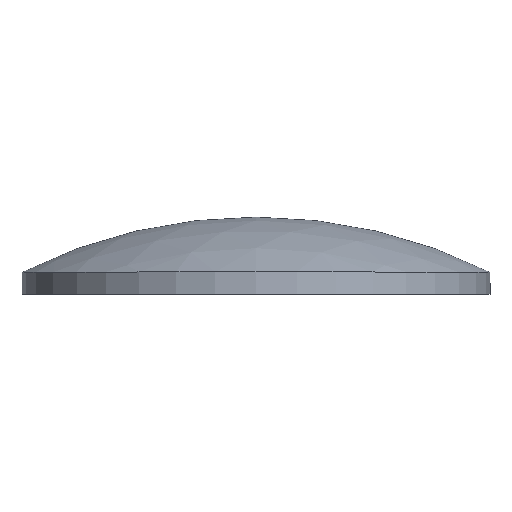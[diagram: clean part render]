
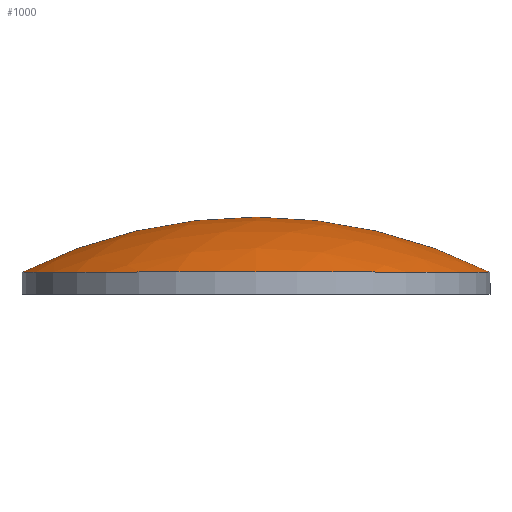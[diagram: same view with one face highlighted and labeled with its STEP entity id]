
A CAD part, top view. The second image highlights one B-rep face of the part: STEP entity #1000.
In plain terms, the highlighted spherical face has radius 47.444 mm.
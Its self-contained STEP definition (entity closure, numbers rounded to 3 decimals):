
#316 = DIRECTION ( 'NONE',  ( -1., 0., 0. ) ) ;
#352 = DIRECTION ( 'NONE',  ( 0., 0., -1. ) ) ;
#394 = CIRCLE ( 'NONE', #8130, 21.2 ) ;
#1000 = ADVANCED_FACE ( 'NONE', ( #3805 ), #10894, .T. ) ;
#1023 = CARTESIAN_POINT ( 'NONE',  ( 0., 2., 0. ) ) ;
#1339 = DIRECTION ( 'NONE',  ( 0., 0., 1. ) ) ;
#1483 = VERTEX_POINT ( 'NONE', #5904 ) ;
#1618 = CARTESIAN_POINT ( 'NONE',  ( 0., -40.444, 0. ) ) ;
#1968 = EDGE_CURVE ( 'NONE', #1483, #3430, #10063, .T. ) ;
#2588 = DIRECTION ( 'NONE',  ( 0., -1., 0. ) ) ;
#2670 = EDGE_CURVE ( 'NONE', #3430, #2730, #394, .T. ) ;
#2730 = VERTEX_POINT ( 'NONE', #7282 ) ;
#2732 = DIRECTION ( 'NONE',  ( 0., 0., 1. ) ) ;
#2829 = AXIS2_PLACEMENT_3D ( 'NONE', #10744, #352, #316 ) ;
#3143 = ORIENTED_EDGE ( 'NONE', *, *, #2670, .F. ) ;
#3430 = VERTEX_POINT ( 'NONE', #5463 ) ;
#3805 = FACE_OUTER_BOUND ( 'NONE', #6384, .T. ) ;
#4730 = AXIS2_PLACEMENT_3D ( 'NONE', #1618, #2732, #9713 ) ;
#4964 = ORIENTED_EDGE ( 'NONE', *, *, #11085, .T. ) ;
#5463 = CARTESIAN_POINT ( 'NONE',  ( 21.2, 2., 0. ) ) ;
#5524 = ORIENTED_EDGE ( 'NONE', *, *, #1968, .F. ) ;
#5701 = CARTESIAN_POINT ( 'NONE',  ( 0., -40.444, 0. ) ) ;
#5904 = CARTESIAN_POINT ( 'NONE',  ( 0., 7., 0. ) ) ;
#6108 = DIRECTION ( 'NONE',  ( 1., 0., 0. ) ) ;
#6384 = EDGE_LOOP ( 'NONE', ( #5524, #4964, #3143 ) ) ;
#7122 = AXIS2_PLACEMENT_3D ( 'NONE', #5701, #1339, #10112 ) ;
#7282 = CARTESIAN_POINT ( 'NONE',  ( -21.2, 2., 0. ) ) ;
#8130 = AXIS2_PLACEMENT_3D ( 'NONE', #1023, #2588, #6108 ) ;
#8499 = CIRCLE ( 'NONE', #7122, 47.444 ) ;
#9713 = DIRECTION ( 'NONE',  ( 1., 0., 0. ) ) ;
#10063 = CIRCLE ( 'NONE', #2829, 47.444 ) ;
#10112 = DIRECTION ( 'NONE',  ( 1., 0., 0. ) ) ;
#10744 = CARTESIAN_POINT ( 'NONE',  ( 0., -40.444, 0. ) ) ;
#10894 = SPHERICAL_SURFACE ( 'NONE', #4730, 47.444 ) ;
#11085 = EDGE_CURVE ( 'NONE', #1483, #2730, #8499, .T. ) ;
